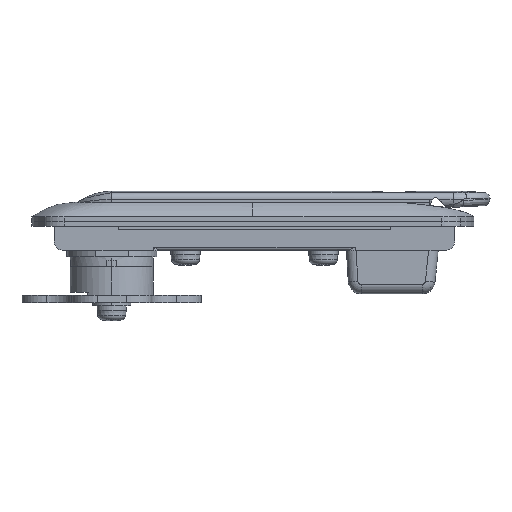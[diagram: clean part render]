
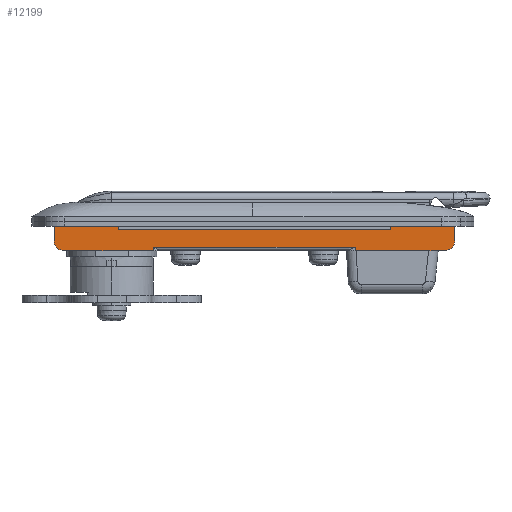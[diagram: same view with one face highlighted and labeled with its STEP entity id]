
A CAD part, left-side view. The second image highlights one B-rep face of the part: STEP entity #12199.
In plain terms, the highlighted face is planar.
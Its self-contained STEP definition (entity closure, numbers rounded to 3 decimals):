
#391 = EDGE_CURVE ( 'NONE', #2481, #9639, #3337, .T. ) ;
#661 = CARTESIAN_POINT ( 'NONE',  ( 15.5, 41., -7.5 ) ) ;
#901 = DIRECTION ( 'NONE',  ( 0., 1., 0. ) ) ;
#951 = ORIENTED_EDGE ( 'NONE', *, *, #11677, .F. ) ;
#1212 = CARTESIAN_POINT ( 'NONE',  ( 15.5, -84., 0. ) ) ;
#1227 = FACE_OUTER_BOUND ( 'NONE', #14872, .T. ) ;
#1285 = EDGE_CURVE ( 'NONE', #14697, #6886, #16047, .T. ) ;
#1374 = VECTOR ( 'NONE', #6459, 1000. ) ;
#1419 = CARTESIAN_POINT ( 'NONE',  ( 15.5, -84., -7.5 ) ) ;
#1447 = CARTESIAN_POINT ( 'NONE',  ( 15.5, -81., -3. ) ) ;
#1487 = ORIENTED_EDGE ( 'NONE', *, *, #15500, .T. ) ;
#1902 = CARTESIAN_POINT ( 'NONE',  ( 15.5, 10., 0. ) ) ;
#1920 = CARTESIAN_POINT ( 'NONE',  ( 15.5, 21., -6.5 ) ) ;
#1946 = VECTOR ( 'NONE', #17463, 1000. ) ;
#2318 = LINE ( 'NONE', #1212, #9675 ) ;
#2326 = CARTESIAN_POINT ( 'NONE',  ( 15.5, -64., -7.5 ) ) ;
#2481 = VERTEX_POINT ( 'NONE', #10278 ) ;
#2491 = CARTESIAN_POINT ( 'NONE',  ( 15.5, 41., -7.5 ) ) ;
#2495 = VECTOR ( 'NONE', #901, 1000. ) ;
#2546 = VECTOR ( 'NONE', #3421, 1000. ) ;
#2575 = DIRECTION ( 'NONE',  ( 0., 0., -1. ) ) ;
#2694 = EDGE_CURVE ( 'NONE', #11890, #17187, #5701, .T. ) ;
#3007 = AXIS2_PLACEMENT_3D ( 'NONE', #4687, #4447, #16919 ) ;
#3337 = LINE ( 'NONE', #16271, #10685 ) ;
#3421 = DIRECTION ( 'NONE',  ( 0., 0., -1. ) ) ;
#3536 = CARTESIAN_POINT ( 'NONE',  ( 15.5, 10., 0. ) ) ;
#3835 = CARTESIAN_POINT ( 'NONE',  ( 15.5, -64., -6.5 ) ) ;
#4046 = LINE ( 'NONE', #8863, #13928 ) ;
#4068 = VERTEX_POINT ( 'NONE', #4941 ) ;
#4437 = EDGE_CURVE ( 'NONE', #16045, #4068, #14453, .T. ) ;
#4447 = DIRECTION ( 'NONE',  ( 1., 0., 0. ) ) ;
#4683 = EDGE_CURVE ( 'NONE', #16045, #16040, #9528, .T. ) ;
#4687 = CARTESIAN_POINT ( 'NONE',  ( 15.5, 38., -3. ) ) ;
#4757 = CARTESIAN_POINT ( 'NONE',  ( 15.5, -53., -1. ) ) ;
#4941 = CARTESIAN_POINT ( 'NONE',  ( 15.5, 38., 0. ) ) ;
#5140 = EDGE_CURVE ( 'NONE', #7442, #14697, #6915, .T. ) ;
#5210 = LINE ( 'NONE', #15591, #1946 ) ;
#5257 = DIRECTION ( 'NONE',  ( 0., 0., -1. ) ) ;
#5335 = CARTESIAN_POINT ( 'NONE',  ( 15.5, -84., -7.5 ) ) ;
#5701 = LINE ( 'NONE', #3835, #13657 ) ;
#6120 = ORIENTED_EDGE ( 'NONE', *, *, #391, .F. ) ;
#6178 = EDGE_CURVE ( 'NONE', #17187, #7915, #8316, .T. ) ;
#6356 = DIRECTION ( 'NONE',  ( 0., 1., 0. ) ) ;
#6459 = DIRECTION ( 'NONE',  ( 0., 0., -1. ) ) ;
#6526 = CARTESIAN_POINT ( 'NONE',  ( 15.5, -84., -7.5 ) ) ;
#6594 = LINE ( 'NONE', #6526, #2495 ) ;
#6852 = VECTOR ( 'NONE', #6356, 1000. ) ;
#6886 = VERTEX_POINT ( 'NONE', #15030 ) ;
#6915 = CIRCLE ( 'NONE', #9131, 3. ) ;
#6994 = DIRECTION ( 'NONE',  ( 0., 0., 1. ) ) ;
#7092 = LINE ( 'NONE', #8397, #11196 ) ;
#7408 = DIRECTION ( 'NONE',  ( 0., -1., 0. ) ) ;
#7442 = VERTEX_POINT ( 'NONE', #12112 ) ;
#7642 = ORIENTED_EDGE ( 'NONE', *, *, #12665, .F. ) ;
#7871 = ORIENTED_EDGE ( 'NONE', *, *, #17604, .T. ) ;
#7915 = VERTEX_POINT ( 'NONE', #2326 ) ;
#8251 = DIRECTION ( 'NONE',  ( 1., 0., 0. ) ) ;
#8316 = LINE ( 'NONE', #13644, #12616 ) ;
#8397 = CARTESIAN_POINT ( 'NONE',  ( 15.5, 21., -6.5 ) ) ;
#8809 = ORIENTED_EDGE ( 'NONE', *, *, #1285, .T. ) ;
#8863 = CARTESIAN_POINT ( 'NONE',  ( 15.5, -84., -1. ) ) ;
#9131 = AXIS2_PLACEMENT_3D ( 'NONE', #1447, #12860, #15273 ) ;
#9528 = LINE ( 'NONE', #661, #15343 ) ;
#9639 = VERTEX_POINT ( 'NONE', #4757 ) ;
#9669 = EDGE_CURVE ( 'NONE', #6886, #7915, #5210, .T. ) ;
#9675 = VECTOR ( 'NONE', #15040, 1000. ) ;
#9833 = ORIENTED_EDGE ( 'NONE', *, *, #4683, .F. ) ;
#10230 = ORIENTED_EDGE ( 'NONE', *, *, #15646, .F. ) ;
#10278 = CARTESIAN_POINT ( 'NONE',  ( 15.5, -53., 0. ) ) ;
#10528 = LINE ( 'NONE', #3536, #6852 ) ;
#10685 = VECTOR ( 'NONE', #5257, 1000. ) ;
#11043 = ORIENTED_EDGE ( 'NONE', *, *, #4437, .T. ) ;
#11079 = DIRECTION ( 'NONE',  ( 0., 0., -1. ) ) ;
#11196 = VECTOR ( 'NONE', #6994, 1000. ) ;
#11677 = EDGE_CURVE ( 'NONE', #16861, #11890, #7092, .T. ) ;
#11807 = LINE ( 'NONE', #1902, #2546 ) ;
#11828 = ORIENTED_EDGE ( 'NONE', *, *, #2694, .F. ) ;
#11847 = CARTESIAN_POINT ( 'NONE',  ( 15.5, 10., -1. ) ) ;
#11890 = VERTEX_POINT ( 'NONE', #1920 ) ;
#12080 = CARTESIAN_POINT ( 'NONE',  ( 15.5, 41., -3. ) ) ;
#12112 = CARTESIAN_POINT ( 'NONE',  ( 15.5, -81., 0. ) ) ;
#12199 = ADVANCED_FACE ( 'NONE', ( #1227 ), #15118, .T. ) ;
#12288 = ORIENTED_EDGE ( 'NONE', *, *, #6178, .F. ) ;
#12616 = VECTOR ( 'NONE', #2575, 1000. ) ;
#12665 = EDGE_CURVE ( 'NONE', #7442, #2481, #2318, .T. ) ;
#12860 = DIRECTION ( 'NONE',  ( 1., 0., 0. ) ) ;
#13281 = DIRECTION ( 'NONE',  ( 0., 0., -1. ) ) ;
#13644 = CARTESIAN_POINT ( 'NONE',  ( 15.5, -64., -7.5 ) ) ;
#13657 = VECTOR ( 'NONE', #16422, 1000. ) ;
#13928 = VECTOR ( 'NONE', #7408, 1000. ) ;
#14367 = CARTESIAN_POINT ( 'NONE',  ( 15.5, -64., -6.5 ) ) ;
#14404 = ORIENTED_EDGE ( 'NONE', *, *, #16426, .T. ) ;
#14453 = CIRCLE ( 'NONE', #3007, 3. ) ;
#14697 = VERTEX_POINT ( 'NONE', #17786 ) ;
#14872 = EDGE_LOOP ( 'NONE', ( #9833, #11043, #10230, #1487, #14404, #6120, #7642, #17236, #8809, #16494, #12288, #11828, #951, #7871 ) ) ;
#15030 = CARTESIAN_POINT ( 'NONE',  ( 15.5, -84., -7.5 ) ) ;
#15040 = DIRECTION ( 'NONE',  ( 0., 1., 0. ) ) ;
#15118 = PLANE ( 'NONE',  #16431 ) ;
#15228 = CARTESIAN_POINT ( 'NONE',  ( 15.5, 10., 0. ) ) ;
#15273 = DIRECTION ( 'NONE',  ( 0., 0., -1. ) ) ;
#15343 = VECTOR ( 'NONE', #13281, 1000. ) ;
#15500 = EDGE_CURVE ( 'NONE', #17399, #15670, #11807, .T. ) ;
#15591 = CARTESIAN_POINT ( 'NONE',  ( 15.5, -84., -7.5 ) ) ;
#15646 = EDGE_CURVE ( 'NONE', #17399, #4068, #10528, .T. ) ;
#15670 = VERTEX_POINT ( 'NONE', #11847 ) ;
#16040 = VERTEX_POINT ( 'NONE', #2491 ) ;
#16045 = VERTEX_POINT ( 'NONE', #12080 ) ;
#16047 = LINE ( 'NONE', #5335, #1374 ) ;
#16271 = CARTESIAN_POINT ( 'NONE',  ( 15.5, -53., 0. ) ) ;
#16422 = DIRECTION ( 'NONE',  ( 0., -1., 0. ) ) ;
#16426 = EDGE_CURVE ( 'NONE', #15670, #9639, #4046, .T. ) ;
#16431 = AXIS2_PLACEMENT_3D ( 'NONE', #1419, #8251, #11079 ) ;
#16494 = ORIENTED_EDGE ( 'NONE', *, *, #9669, .T. ) ;
#16635 = CARTESIAN_POINT ( 'NONE',  ( 15.5, 21., -7.5 ) ) ;
#16861 = VERTEX_POINT ( 'NONE', #16635 ) ;
#16919 = DIRECTION ( 'NONE',  ( 0., 0., -1. ) ) ;
#17187 = VERTEX_POINT ( 'NONE', #14367 ) ;
#17236 = ORIENTED_EDGE ( 'NONE', *, *, #5140, .T. ) ;
#17399 = VERTEX_POINT ( 'NONE', #15228 ) ;
#17463 = DIRECTION ( 'NONE',  ( 0., 1., 0. ) ) ;
#17604 = EDGE_CURVE ( 'NONE', #16861, #16040, #6594, .T. ) ;
#17786 = CARTESIAN_POINT ( 'NONE',  ( 15.5, -84., -3. ) ) ;
